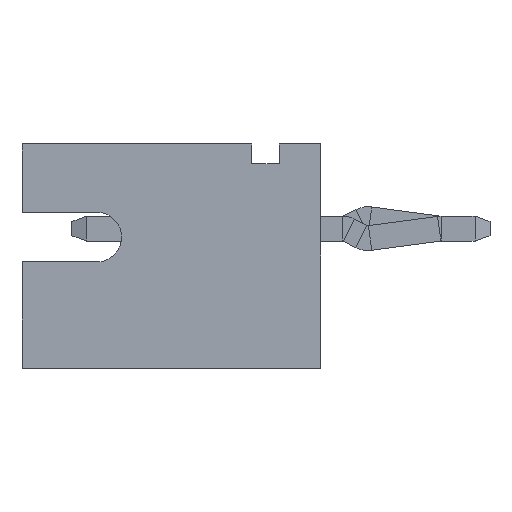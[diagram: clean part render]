
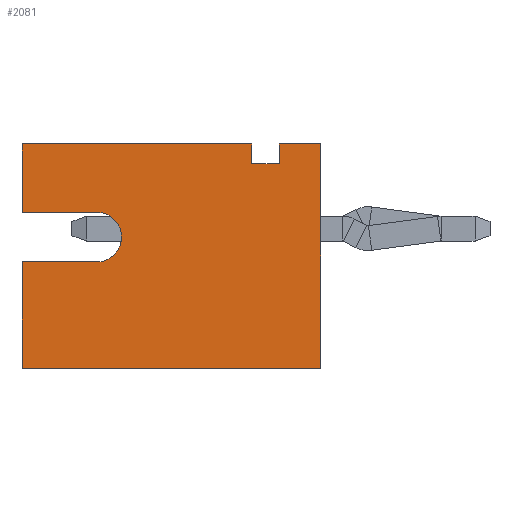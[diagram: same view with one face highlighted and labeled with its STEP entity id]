
A CAD part, left-side view. The second image highlights one B-rep face of the part: STEP entity #2081.
In plain terms, the highlighted planar face has unit normal (-1, 0, 0).
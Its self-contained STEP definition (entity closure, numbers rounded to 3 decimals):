
#112 = CARTESIAN_POINT ( 'NONE',  ( -3.95, 4.5, -0.12 ) ) ;
#116 = CARTESIAN_POINT ( 'NONE',  ( -3.95, 4.5, 0.38 ) ) ;
#125 = EDGE_CURVE ( 'NONE', #938, #3170, #1754, .T. ) ;
#145 = DIRECTION ( 'NONE',  ( 0., 1., 0. ) ) ;
#192 = VECTOR ( 'NONE', #3216, 1000. ) ;
#207 = EDGE_CURVE ( 'NONE', #907, #368, #1386, .T. ) ;
#280 = VERTEX_POINT ( 'NONE', #3004 ) ;
#323 = DIRECTION ( 'NONE',  ( 1., 0., 0. ) ) ;
#368 = VERTEX_POINT ( 'NONE', #871 ) ;
#371 = ORIENTED_EDGE ( 'NONE', *, *, #2068, .F. ) ;
#376 = CARTESIAN_POINT ( 'NONE',  ( -3.95, 0., -2.25 ) ) ;
#379 = VERTEX_POINT ( 'NONE', #2655 ) ;
#381 = CARTESIAN_POINT ( 'NONE',  ( -3.95, 6., -2.25 ) ) ;
#419 = CARTESIAN_POINT ( 'NONE',  ( -3.95, 6., 0.88 ) ) ;
#427 = ORIENTED_EDGE ( 'NONE', *, *, #125, .F. ) ;
#501 = VECTOR ( 'NONE', #949, 1000. ) ;
#523 = CARTESIAN_POINT ( 'NONE',  ( -3.95, 1.39, 2.25 ) ) ;
#608 = CIRCLE ( 'NONE', #2560, 0.5 ) ;
#711 = ORIENTED_EDGE ( 'NONE', *, *, #2421, .F. ) ;
#780 = VECTOR ( 'NONE', #2617, 1000. ) ;
#797 = VECTOR ( 'NONE', #2014, 1000. ) ;
#871 = CARTESIAN_POINT ( 'NONE',  ( -3.95, 6., 2.25 ) ) ;
#897 = CARTESIAN_POINT ( 'NONE',  ( -3.95, 0.83, 1.85 ) ) ;
#907 = VERTEX_POINT ( 'NONE', #2126 ) ;
#938 = VERTEX_POINT ( 'NONE', #1390 ) ;
#949 = DIRECTION ( 'NONE',  ( 0., -1., 0. ) ) ;
#953 = LINE ( 'NONE', #1016, #1778 ) ;
#1004 = CARTESIAN_POINT ( 'NONE',  ( -3.95, 0.83, 2.25 ) ) ;
#1016 = CARTESIAN_POINT ( 'NONE',  ( -3.95, 0., 2.25 ) ) ;
#1019 = EDGE_LOOP ( 'NONE', ( #2956, #3225, #427, #711, #2282, #3122, #2687, #2638, #3090, #1472, #2633, #371 ) ) ;
#1028 = EDGE_CURVE ( 'NONE', #2413, #379, #1873, .T. ) ;
#1075 = VERTEX_POINT ( 'NONE', #1184 ) ;
#1077 = DIRECTION ( 'NONE',  ( 0., 1., 0. ) ) ;
#1098 = DIRECTION ( 'NONE',  ( 0., -1., 0. ) ) ;
#1139 = CARTESIAN_POINT ( 'NONE',  ( -3.95, 6., 0.88 ) ) ;
#1184 = CARTESIAN_POINT ( 'NONE',  ( -3.95, 1.39, 1.85 ) ) ;
#1295 = CARTESIAN_POINT ( 'NONE',  ( -3.95, 6., -0.12 ) ) ;
#1305 = AXIS2_PLACEMENT_3D ( 'NONE', #2596, #323, #1077 ) ;
#1331 = PLANE ( 'NONE',  #1305 ) ;
#1333 = DIRECTION ( 'NONE',  ( 0., 0., 1. ) ) ;
#1386 = LINE ( 'NONE', #1139, #1658 ) ;
#1390 = CARTESIAN_POINT ( 'NONE',  ( -3.95, 0.83, 2.25 ) ) ;
#1404 = DIRECTION ( 'NONE',  ( 0., 0., 1. ) ) ;
#1441 = LINE ( 'NONE', #1950, #780 ) ;
#1472 = ORIENTED_EDGE ( 'NONE', *, *, #2229, .F. ) ;
#1484 = EDGE_CURVE ( 'NONE', #3170, #280, #953, .T. ) ;
#1490 = LINE ( 'NONE', #2755, #501 ) ;
#1531 = VECTOR ( 'NONE', #145, 1000. ) ;
#1546 = LINE ( 'NONE', #2803, #1880 ) ;
#1576 = DIRECTION ( 'NONE',  ( 0., 0., -1. ) ) ;
#1590 = FACE_OUTER_BOUND ( 'NONE', #1019, .T. ) ;
#1658 = VECTOR ( 'NONE', #1333, 1000. ) ;
#1735 = CARTESIAN_POINT ( 'NONE',  ( -3.95, 6., -2.25 ) ) ;
#1754 = LINE ( 'NONE', #1004, #797 ) ;
#1778 = VECTOR ( 'NONE', #2486, 1000. ) ;
#1780 = VERTEX_POINT ( 'NONE', #1735 ) ;
#1808 = LINE ( 'NONE', #2792, #2363 ) ;
#1840 = EDGE_CURVE ( 'NONE', #2623, #1075, #1546, .T. ) ;
#1873 = LINE ( 'NONE', #112, #2771 ) ;
#1880 = VECTOR ( 'NONE', #1576, 1000. ) ;
#1911 = VERTEX_POINT ( 'NONE', #2706 ) ;
#1919 = EDGE_CURVE ( 'NONE', #368, #2623, #1490, .T. ) ;
#1950 = CARTESIAN_POINT ( 'NONE',  ( -3.95, 1.39, 1.85 ) ) ;
#1971 = VERTEX_POINT ( 'NONE', #897 ) ;
#2014 = DIRECTION ( 'NONE',  ( 0., -1., 0. ) ) ;
#2068 = EDGE_CURVE ( 'NONE', #1780, #2413, #2661, .T. ) ;
#2081 = ADVANCED_FACE ( 'NONE', ( #1590 ), #1331, .F. ) ;
#2089 = DIRECTION ( 'NONE',  ( -1., 0., 0. ) ) ;
#2126 = CARTESIAN_POINT ( 'NONE',  ( -3.95, 6., 0.88 ) ) ;
#2229 = EDGE_CURVE ( 'NONE', #379, #1911, #608, .T. ) ;
#2282 = ORIENTED_EDGE ( 'NONE', *, *, #2931, .F. ) ;
#2363 = VECTOR ( 'NONE', #2612, 1000. ) ;
#2413 = VERTEX_POINT ( 'NONE', #1295 ) ;
#2421 = EDGE_CURVE ( 'NONE', #1971, #938, #1808, .T. ) ;
#2486 = DIRECTION ( 'NONE',  ( 0., 0., -1. ) ) ;
#2557 = VECTOR ( 'NONE', #1404, 1000. ) ;
#2560 = AXIS2_PLACEMENT_3D ( 'NONE', #116, #2089, #3098 ) ;
#2575 = EDGE_CURVE ( 'NONE', #280, #1780, #2654, .T. ) ;
#2596 = CARTESIAN_POINT ( 'NONE',  ( -3.95, 4.5, 0.38 ) ) ;
#2612 = DIRECTION ( 'NONE',  ( 0., 0., 1. ) ) ;
#2617 = DIRECTION ( 'NONE',  ( 0., -1., 0. ) ) ;
#2623 = VERTEX_POINT ( 'NONE', #523 ) ;
#2633 = ORIENTED_EDGE ( 'NONE', *, *, #1028, .F. ) ;
#2638 = ORIENTED_EDGE ( 'NONE', *, *, #207, .F. ) ;
#2654 = LINE ( 'NONE', #376, #1531 ) ;
#2655 = CARTESIAN_POINT ( 'NONE',  ( -3.95, 4.5, -0.12 ) ) ;
#2661 = LINE ( 'NONE', #381, #2557 ) ;
#2687 = ORIENTED_EDGE ( 'NONE', *, *, #1919, .F. ) ;
#2706 = CARTESIAN_POINT ( 'NONE',  ( -3.95, 4.5, 0.88 ) ) ;
#2719 = EDGE_CURVE ( 'NONE', #1911, #907, #2945, .T. ) ;
#2755 = CARTESIAN_POINT ( 'NONE',  ( -3.95, 6., 2.25 ) ) ;
#2771 = VECTOR ( 'NONE', #1098, 1000. ) ;
#2792 = CARTESIAN_POINT ( 'NONE',  ( -3.95, 0.83, 1.85 ) ) ;
#2803 = CARTESIAN_POINT ( 'NONE',  ( -3.95, 1.39, 2.25 ) ) ;
#2931 = EDGE_CURVE ( 'NONE', #1075, #1971, #1441, .T. ) ;
#2945 = LINE ( 'NONE', #419, #192 ) ;
#2956 = ORIENTED_EDGE ( 'NONE', *, *, #2575, .F. ) ;
#3004 = CARTESIAN_POINT ( 'NONE',  ( -3.95, 0., -2.25 ) ) ;
#3090 = ORIENTED_EDGE ( 'NONE', *, *, #2719, .F. ) ;
#3098 = DIRECTION ( 'NONE',  ( 0., 0., -1. ) ) ;
#3122 = ORIENTED_EDGE ( 'NONE', *, *, #1840, .F. ) ;
#3167 = CARTESIAN_POINT ( 'NONE',  ( -3.95, 0., 2.25 ) ) ;
#3170 = VERTEX_POINT ( 'NONE', #3167 ) ;
#3216 = DIRECTION ( 'NONE',  ( 0., 1., 0. ) ) ;
#3225 = ORIENTED_EDGE ( 'NONE', *, *, #1484, .F. ) ;
